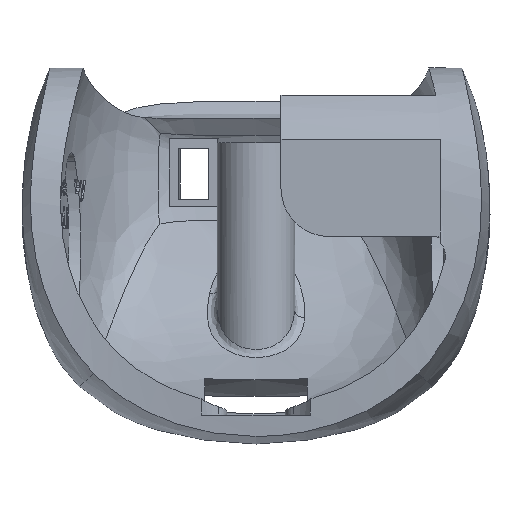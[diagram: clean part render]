
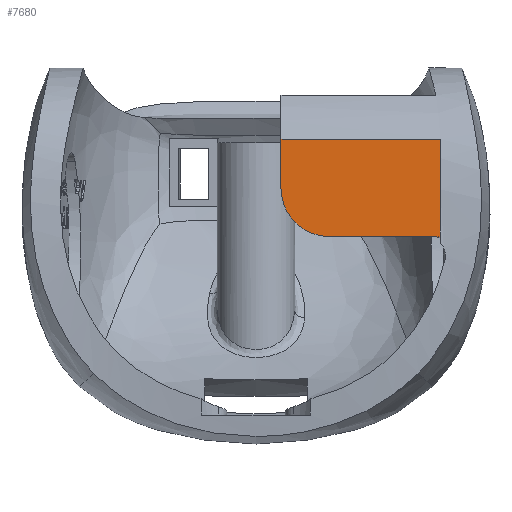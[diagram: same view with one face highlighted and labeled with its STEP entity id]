
A CAD part, front view. The second image highlights one B-rep face of the part: STEP entity #7680.
In plain terms, the highlighted planar face has unit normal (0, -1, 0).
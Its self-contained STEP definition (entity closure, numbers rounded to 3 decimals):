
#358=PLANE('',#8130);
#478=CIRCLE('',#8107,5.);
#617=FACE_OUTER_BOUND('',#1047,.T.);
#1047=EDGE_LOOP('',(#5183,#5184,#5185,#5186,#5187,#5188));
#1501=LINE('',#10120,#1926);
#1505=LINE('',#10765,#1930);
#1508=LINE('',#10827,#1933);
#1926=VECTOR('',#8574,10.);
#1930=VECTOR('',#8584,10.);
#1933=VECTOR('',#8597,10.);
#2361=B_SPLINE_CURVE_WITH_KNOTS('',3,(#10742,#10743,#10744,#10745,#10746,
#10747),.UNSPECIFIED.,.F.,.F.,(4,2,4),(-1.221,-0.679,
0.),.UNSPECIFIED.);
#2365=B_SPLINE_CURVE_WITH_KNOTS('',3,(#10811,#10812,#10813,#10814,#10815,
#10816,#10817,#10818,#10819,#10820,#10821,#10822,#10823,#10824),
 .UNSPECIFIED.,.F.,.F.,(4,2,2,2,2,2,4),(0.006,0.046,
0.092,0.169,0.24,0.28,
0.319),.UNSPECIFIED.);
#2972=VERTEX_POINT('',#10056);
#2973=VERTEX_POINT('',#10058);
#2986=VERTEX_POINT('',#10117);
#2987=VERTEX_POINT('',#10119);
#2998=VERTEX_POINT('',#10741);
#3002=VERTEX_POINT('',#10810);
#3830=EDGE_CURVE('',#2972,#2973,#478,.T.);
#3846=EDGE_CURVE('',#2986,#2987,#1501,.F.);
#3861=EDGE_CURVE('',#2998,#2987,#2361,.T.);
#3867=EDGE_CURVE('',#2973,#2986,#1505,.T.);
#3871=EDGE_CURVE('',#2998,#3002,#2365,.T.);
#3873=EDGE_CURVE('',#3002,#2972,#1508,.T.);
#5183=ORIENTED_EDGE('',*,*,#3871,.F.);
#5184=ORIENTED_EDGE('',*,*,#3861,.T.);
#5185=ORIENTED_EDGE('',*,*,#3846,.F.);
#5186=ORIENTED_EDGE('',*,*,#3867,.F.);
#5187=ORIENTED_EDGE('',*,*,#3830,.F.);
#5188=ORIENTED_EDGE('',*,*,#3873,.F.);
#7680=ADVANCED_FACE('',(#617),#358,.T.);
#8107=AXIS2_PLACEMENT_3D('',#10059,#8550,#8551);
#8130=AXIS2_PLACEMENT_3D('',#11133,#8613,#8614);
#8550=DIRECTION('center_axis',(0.,1.,
0.));
#8551=DIRECTION('ref_axis',(-0.707,0.,-0.707));
#8574=DIRECTION('',(-1.,0.,0.));
#8584=DIRECTION('',(0.,0.,1.));
#8597=DIRECTION('',(-1.,0.,0.));
#8613=DIRECTION('center_axis',(0.,-1.,
0.));
#8614=DIRECTION('ref_axis',(0.,0.,-1.));
#10056=CARTESIAN_POINT('',(7.574,-0.252,38.378));
#10058=CARTESIAN_POINT('',(2.574,-0.252,43.378));
#10059=CARTESIAN_POINT('Origin',(7.574,-0.252,43.378));
#10117=CARTESIAN_POINT('',(2.574,-0.253,48.428));
#10119=CARTESIAN_POINT('',(20.341,-0.253,48.428));
#10120=CARTESIAN_POINT('',(17.574,-0.253,48.428));
#10741=CARTESIAN_POINT('',(20.606,-0.252,36.197));
#10742=CARTESIAN_POINT('Ctrl Pts',(20.606,-0.252,
36.197));
#10743=CARTESIAN_POINT('Ctrl Pts',(20.818,-0.252,
37.978));
#10744=CARTESIAN_POINT('Ctrl Pts',(20.902,-0.252,
39.806));
#10745=CARTESIAN_POINT('Ctrl Pts',(20.884,-0.252,43.86));
#10746=CARTESIAN_POINT('Ctrl Pts',(20.727,-0.253,
46.197));
#10747=CARTESIAN_POINT('Ctrl Pts',(20.341,-0.253,
48.428));
#10765=CARTESIAN_POINT('',(2.574,-0.252,41.766));
#10810=CARTESIAN_POINT('',(18.609,-0.252,38.378));
#10811=CARTESIAN_POINT('Ctrl Pts',(20.606,-0.252,
36.197));
#10812=CARTESIAN_POINT('Ctrl Pts',(20.618,-0.252,
36.33));
#10813=CARTESIAN_POINT('Ctrl Pts',(20.616,-0.252,
36.464));
#10814=CARTESIAN_POINT('Ctrl Pts',(20.584,-0.252,
36.748));
#10815=CARTESIAN_POINT('Ctrl Pts',(20.55,-0.252,
36.897));
#10816=CARTESIAN_POINT('Ctrl Pts',(20.413,-0.252,
37.286));
#10817=CARTESIAN_POINT('Ctrl Pts',(20.284,-0.252,37.509));
#10818=CARTESIAN_POINT('Ctrl Pts',(19.949,-0.252,
37.886));
#10819=CARTESIAN_POINT('Ctrl Pts',(19.743,-0.252,38.05));
#10820=CARTESIAN_POINT('Ctrl Pts',(19.358,-0.252,
38.24));
#10821=CARTESIAN_POINT('Ctrl Pts',(19.213,-0.252,38.291));
#10822=CARTESIAN_POINT('Ctrl Pts',(18.915,-0.252,
38.36));
#10823=CARTESIAN_POINT('Ctrl Pts',(18.762,-0.252,
38.378));
#10824=CARTESIAN_POINT('Ctrl Pts',(18.609,-0.252,
38.378));
#10827=CARTESIAN_POINT('',(17.574,-0.252,38.378));
#11133=CARTESIAN_POINT('Origin',(17.574,-0.252,38.378));
